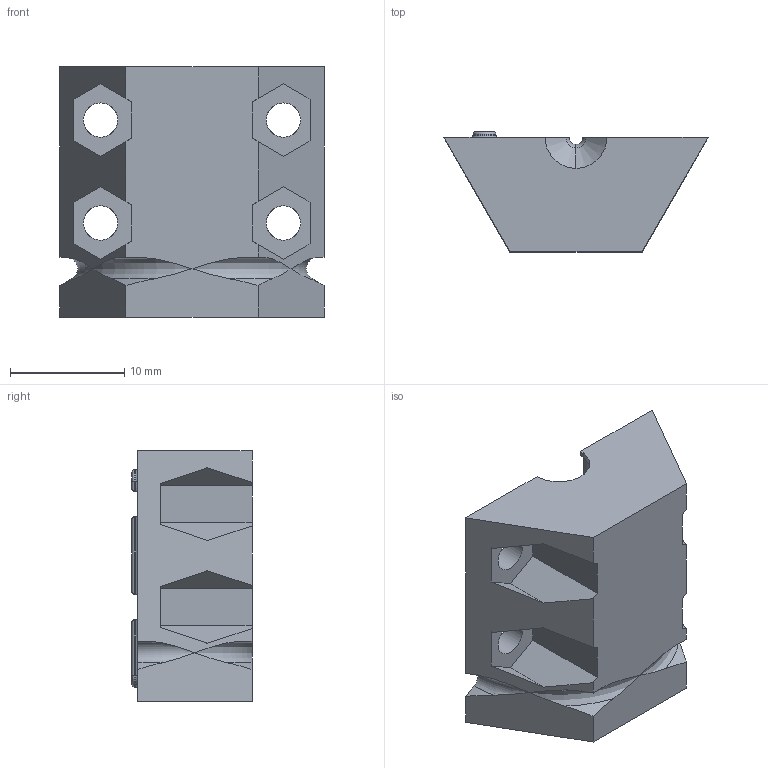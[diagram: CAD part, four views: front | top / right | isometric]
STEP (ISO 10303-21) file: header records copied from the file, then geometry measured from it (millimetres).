
FILE_DESCRIPTION(('FreeCAD Model'),'2;1');
FILE_NAME('Upper.step','2018-10-30T10:51:16',('Author'),(''), 'Open CASCADE STEP processor 6.9','FreeCAD','Unknown');
FILE_SCHEMA(('AUTOMOTIVE_DESIGN_CC2 { 1 2 10303 214 -1 1 5 4 }'));
Length unit declared in the file: millimetre
Products named in the file (2): ASSEMBLY; Upper
Assembly tree (1 placements, depth 2):
  ASSEMBLY
    Upper
Bounding box: 23.09 x 10.5 x 21.9 mm (x, y, z)
Volume: 3058.9 mm3; surface area: 1942.5 mm2
Topology: 1 solids, 1 shells, 133 faces, 386 edges, 253 vertices
Faces by surface type: plane 59, cylinder 42, cone 18, torus 14
Full cylindrical faces by diameter (mm): 3 x4
Entity records: 13762 total; most frequent: CARTESIAN_POINT 6558, DIRECTION 1203, ORIENTED_EDGE 772, PCURVE 772, DEFINITIONAL_REPRESENTATION 772, LINE 663, VECTOR 663, EDGE_CURVE 386
